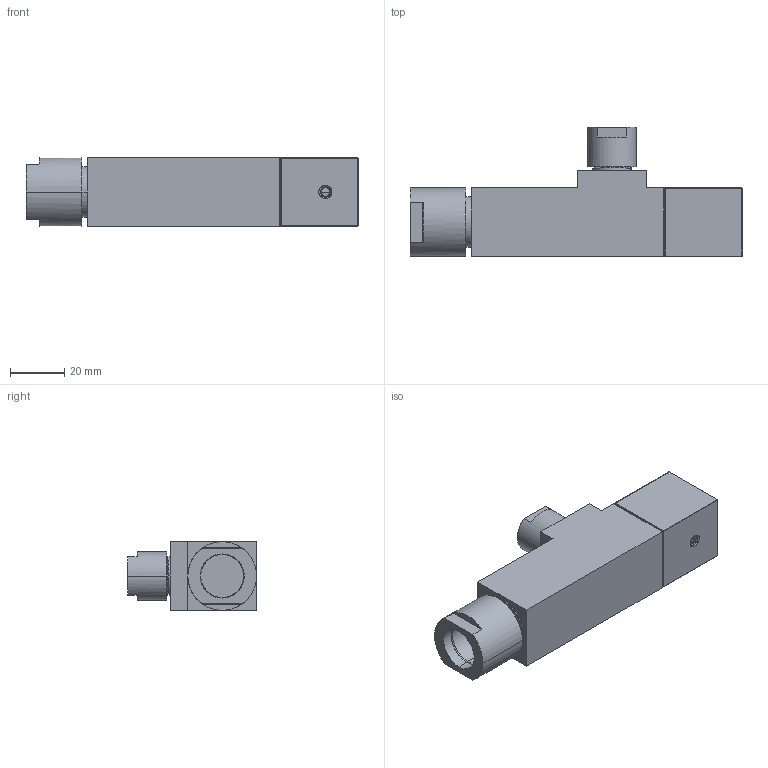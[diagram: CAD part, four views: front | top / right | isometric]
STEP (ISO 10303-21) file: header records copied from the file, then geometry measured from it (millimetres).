
FILE_DESCRIPTION((''),'2;1');
FILE_NAME('403-3','2021-06-14T17:41:04',('NSantos'),(''),'CREO PARAMETRIC BY PTC INC, 2018500','CREO PARAMETRIC BY PTC INC, 2018500','');
FILE_SCHEMA(('CONFIG_CONTROL_DESIGN'));
Length unit declared in the file: inch
Products named in the file (1): 403-3
Bounding box: 122.91 x 47.75 x 25.4 mm (x, y, z)
Volume: 40951.9 mm3; surface area: 48554.6 mm2
Topology: 2 solids, 14 shells, 567 faces, 1478 edges, 938 vertices
Faces by surface type: cylinder 260, plane 144, bspline 77, cone 42, torus 26, sphere 18
Entity records: 31461 total; most frequent: CARTESIAN_POINT 18594, ORIENTED_EDGE 2790, DIRECTION 2327, EDGE_CURVE 1474, VERTEX_POINT 938, AXIS2_PLACEMENT_3D 886, EDGE_LOOP 611, FACE_OUTER_BOUND 567
